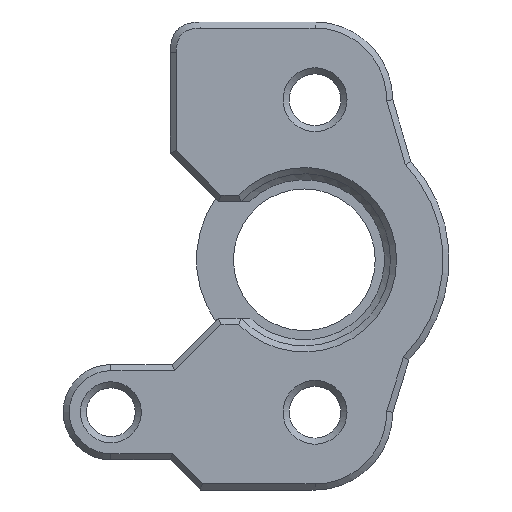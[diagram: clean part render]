
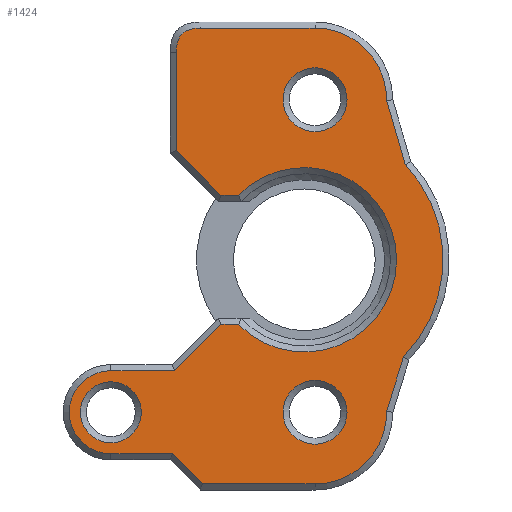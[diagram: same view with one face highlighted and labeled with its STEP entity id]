
A CAD part, left-side view. The second image highlights one B-rep face of the part: STEP entity #1424.
In plain terms, the highlighted planar face has unit normal (-1, 0, 0).
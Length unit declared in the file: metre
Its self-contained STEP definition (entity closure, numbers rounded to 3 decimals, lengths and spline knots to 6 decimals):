
#35=PLANE('',#1555);
#121=B_SPLINE_CURVE_WITH_KNOTS('',3,(#2424,#2425,#2426,#2427),
 .UNSPECIFIED.,.F.,.F.,(4,4),(0.,1.),.UNSPECIFIED.);
#190=CIRCLE('',#1556,0.0021);
#191=CIRCLE('',#1557,0.00605);
#192=CIRCLE('',#1558,0.002725);
#193=CIRCLE('',#1559,0.0047);
#194=CIRCLE('',#1560,0.0091);
#195=CIRCLE('',#1561,0.0047);
#196=CIRCLE('',#1562,0.002);
#197=CIRCLE('',#1563,0.0021);
#402=ORIENTED_EDGE('',*,*,#776,.T.);
#403=ORIENTED_EDGE('',*,*,#777,.T.);
#404=ORIENTED_EDGE('',*,*,#778,.T.);
#405=ORIENTED_EDGE('',*,*,#779,.T.);
#406=ORIENTED_EDGE('',*,*,#780,.T.);
#407=ORIENTED_EDGE('',*,*,#781,.T.);
#408=ORIENTED_EDGE('',*,*,#782,.T.);
#409=ORIENTED_EDGE('',*,*,#783,.T.);
#410=ORIENTED_EDGE('',*,*,#784,.T.);
#411=ORIENTED_EDGE('',*,*,#785,.T.);
#412=ORIENTED_EDGE('',*,*,#786,.T.);
#413=ORIENTED_EDGE('',*,*,#787,.T.);
#414=ORIENTED_EDGE('',*,*,#788,.T.);
#415=ORIENTED_EDGE('',*,*,#789,.T.);
#416=ORIENTED_EDGE('',*,*,#790,.T.);
#417=ORIENTED_EDGE('',*,*,#791,.T.);
#418=ORIENTED_EDGE('',*,*,#792,.T.);
#419=ORIENTED_EDGE('',*,*,#793,.T.);
#420=ORIENTED_EDGE('',*,*,#794,.T.);
#421=ORIENTED_EDGE('',*,*,#795,.T.);
#422=ORIENTED_EDGE('',*,*,#796,.T.);
#776=EDGE_CURVE('',#966,#966,#190,.T.);
#777=EDGE_CURVE('',#967,#968,#1061,.T.);
#778=EDGE_CURVE('',#968,#969,#1062,.T.);
#779=EDGE_CURVE('',#969,#970,#191,.T.);
#780=EDGE_CURVE('',#970,#971,#1063,.T.);
#781=EDGE_CURVE('',#971,#972,#1064,.T.);
#782=EDGE_CURVE('',#972,#973,#1065,.T.);
#783=EDGE_CURVE('',#973,#974,#192,.F.);
#784=EDGE_CURVE('',#974,#975,#1066,.T.);
#785=EDGE_CURVE('',#975,#976,#1067,.T.);
#786=EDGE_CURVE('',#976,#977,#1068,.T.);
#787=EDGE_CURVE('',#977,#978,#193,.F.);
#788=EDGE_CURVE('',#978,#979,#1069,.T.);
#789=EDGE_CURVE('',#979,#980,#194,.F.);
#790=EDGE_CURVE('',#980,#981,#1070,.T.);
#791=EDGE_CURVE('',#981,#982,#195,.F.);
#792=EDGE_CURVE('',#982,#983,#1071,.T.);
#793=EDGE_CURVE('',#983,#984,#121,.T.);
#794=EDGE_CURVE('',#984,#967,#1072,.T.);
#795=EDGE_CURVE('',#985,#985,#196,.T.);
#796=EDGE_CURVE('',#986,#986,#197,.T.);
#966=VERTEX_POINT('',#2390);
#967=VERTEX_POINT('',#2392);
#968=VERTEX_POINT('',#2393);
#969=VERTEX_POINT('',#2395);
#970=VERTEX_POINT('',#2397);
#971=VERTEX_POINT('',#2399);
#972=VERTEX_POINT('',#2401);
#973=VERTEX_POINT('',#2403);
#974=VERTEX_POINT('',#2405);
#975=VERTEX_POINT('',#2407);
#976=VERTEX_POINT('',#2409);
#977=VERTEX_POINT('',#2411);
#978=VERTEX_POINT('',#2413);
#979=VERTEX_POINT('',#2415);
#980=VERTEX_POINT('',#2417);
#981=VERTEX_POINT('',#2419);
#982=VERTEX_POINT('',#2421);
#983=VERTEX_POINT('',#2423);
#984=VERTEX_POINT('',#2428);
#985=VERTEX_POINT('',#2431);
#986=VERTEX_POINT('',#2433);
#1061=LINE('',#2391,#1153);
#1062=LINE('',#2394,#1154);
#1063=LINE('',#2398,#1155);
#1064=LINE('',#2400,#1156);
#1065=LINE('',#2402,#1157);
#1066=LINE('',#2406,#1158);
#1067=LINE('',#2408,#1159);
#1068=LINE('',#2410,#1160);
#1069=LINE('',#2414,#1161);
#1070=LINE('',#2418,#1162);
#1071=LINE('',#2422,#1163);
#1072=LINE('',#2429,#1164);
#1153=VECTOR('',#1816,1.);
#1154=VECTOR('',#1817,1.);
#1155=VECTOR('',#1820,1.);
#1156=VECTOR('',#1821,1.);
#1157=VECTOR('',#1822,1.);
#1158=VECTOR('',#1825,1.);
#1159=VECTOR('',#1826,1.);
#1160=VECTOR('',#1827,1.);
#1161=VECTOR('',#1830,1.);
#1162=VECTOR('',#1833,1.);
#1163=VECTOR('',#1836,1.);
#1164=VECTOR('',#1837,1.);
#1214=EDGE_LOOP('',(#402));
#1215=EDGE_LOOP('',(#403,#404,#405,#406,#407,#408,#409,#410,#411,#412,#413,
#414,#415,#416,#417,#418,#419,#420));
#1216=EDGE_LOOP('',(#421));
#1217=EDGE_LOOP('',(#422));
#1316=FACE_BOUND('',#1214,.T.);
#1317=FACE_BOUND('',#1215,.T.);
#1318=FACE_BOUND('',#1216,.T.);
#1319=FACE_BOUND('',#1217,.T.);
#1424=ADVANCED_FACE('',(#1316,#1317,#1318,#1319),#35,.F.);
#1555=AXIS2_PLACEMENT_3D('',#2388,#1812,#1813);
#1556=AXIS2_PLACEMENT_3D('',#2389,#1814,#1815);
#1557=AXIS2_PLACEMENT_3D('',#2396,#1818,#1819);
#1558=AXIS2_PLACEMENT_3D('',#2404,#1823,#1824);
#1559=AXIS2_PLACEMENT_3D('',#2412,#1828,#1829);
#1560=AXIS2_PLACEMENT_3D('',#2416,#1831,#1832);
#1561=AXIS2_PLACEMENT_3D('',#2420,#1834,#1835);
#1562=AXIS2_PLACEMENT_3D('',#2430,#1838,#1839);
#1563=AXIS2_PLACEMENT_3D('',#2432,#1840,#1841);
#1812=DIRECTION('',(1.,0.,0.));
#1813=DIRECTION('',(0.,0.,-1.));
#1814=DIRECTION('',(1.,0.,0.));
#1815=DIRECTION('',(0.,0.,-1.));
#1816=DIRECTION('',(0.,-0.707,-0.707));
#1817=DIRECTION('',(0.,-1.,0.));
#1818=DIRECTION('',(1.,0.,0.));
#1819=DIRECTION('',(0.,0.,-1.));
#1820=DIRECTION('',(0.,1.,0.));
#1821=DIRECTION('',(0.,0.707,-0.707));
#1822=DIRECTION('',(0.,1.,0.));
#1823=DIRECTION('',(1.,0.,0.));
#1824=DIRECTION('',(0.,0.,-1.));
#1825=DIRECTION('',(0.,-1.,0.));
#1826=DIRECTION('',(0.,-0.707,-0.707));
#1827=DIRECTION('',(0.,-1.,0.));
#1828=DIRECTION('',(1.,0.,0.));
#1829=DIRECTION('',(0.,0.,-1.));
#1830=DIRECTION('',(0.,-0.296,0.955));
#1831=DIRECTION('',(1.,0.,0.));
#1832=DIRECTION('',(0.,0.,-1.));
#1833=DIRECTION('',(0.,0.279,0.96));
#1834=DIRECTION('',(1.,0.,0.));
#1835=DIRECTION('',(0.,0.,-1.));
#1836=DIRECTION('',(0.,1.,0.));
#1837=DIRECTION('',(0.,0.,-1.));
#1838=DIRECTION('',(1.,0.,0.));
#1839=DIRECTION('',(0.,0.,-1.));
#1840=DIRECTION('',(1.,0.,0.));
#1841=DIRECTION('',(0.,0.,-1.));
#2388=CARTESIAN_POINT('',(0.02721,-0.09047,-0.010284));
#2389=CARTESIAN_POINT('',(0.02721,-0.08353,-0.048484));
#2390=CARTESIAN_POINT('',(0.02721,-0.08353,-0.050584));
#2391=CARTESIAN_POINT('',(0.02721,-0.077471,-0.03436));
#2392=CARTESIAN_POINT('',(0.02721,-0.07443,-0.031318));
#2393=CARTESIAN_POINT('',(0.02721,-0.077354,-0.034243));
#2394=CARTESIAN_POINT('',(0.02721,-0.078687,-0.034243));
#2395=CARTESIAN_POINT('',(0.02721,-0.078516,-0.034243));
#2396=CARTESIAN_POINT('',(0.02721,-0.08283,-0.038484));
#2397=CARTESIAN_POINT('',(0.02721,-0.078516,-0.042725));
#2398=CARTESIAN_POINT('',(0.02721,-0.09047,-0.042725));
#2399=CARTESIAN_POINT('',(0.02721,-0.077354,-0.042725));
#2400=CARTESIAN_POINT('',(0.02721,-0.100133,-0.019947));
#2401=CARTESIAN_POINT('',(0.02721,-0.07432,-0.045759));
#2402=CARTESIAN_POINT('',(0.02721,-0.070139,-0.045759));
#2403=CARTESIAN_POINT('',(0.02721,-0.070139,-0.045759));
#2404=CARTESIAN_POINT('',(0.02721,-0.070139,-0.048484));
#2405=CARTESIAN_POINT('',(0.02721,-0.070139,-0.051209));
#2406=CARTESIAN_POINT('',(0.02721,-0.09047,-0.051209));
#2407=CARTESIAN_POINT('',(0.02721,-0.074195,-0.051209));
#2408=CARTESIAN_POINT('',(0.02721,-0.06187,-0.038884));
#2409=CARTESIAN_POINT('',(0.02721,-0.07617,-0.053184));
#2410=CARTESIAN_POINT('',(0.02721,-0.09047,-0.053184));
#2411=CARTESIAN_POINT('',(0.02721,-0.08353,-0.053184));
#2412=CARTESIAN_POINT('',(0.02721,-0.08353,-0.048484));
#2413=CARTESIAN_POINT('',(0.02721,-0.08823,-0.048425));
#2414=CARTESIAN_POINT('',(0.02721,-0.099209,-0.012992));
#2415=CARTESIAN_POINT('',(0.02721,-0.08934,-0.044843));
#2416=CARTESIAN_POINT('',(0.02721,-0.08283,-0.038484));
#2417=CARTESIAN_POINT('',(0.02721,-0.089451,-0.032241));
#2418=CARTESIAN_POINT('',(0.02721,-0.088246,-0.028096));
#2419=CARTESIAN_POINT('',(0.02721,-0.08823,-0.02804));
#2420=CARTESIAN_POINT('',(0.02721,-0.08353,-0.027984));
#2421=CARTESIAN_POINT('',(0.02721,-0.08353,-0.023284));
#2422=CARTESIAN_POINT('',(0.02721,-0.09047,-0.023284));
#2423=CARTESIAN_POINT('',(0.02721,-0.07603,-0.023284));
#2424=CARTESIAN_POINT('',(0.02721,-0.07603,-0.023284));
#2425=CARTESIAN_POINT('',(0.02721,-0.074916,-0.023286));
#2426=CARTESIAN_POINT('',(0.02721,-0.074432,-0.023769));
#2427=CARTESIAN_POINT('',(0.02721,-0.07443,-0.024884));
#2428=CARTESIAN_POINT('',(0.02721,-0.07443,-0.024884));
#2429=CARTESIAN_POINT('',(0.02721,-0.07443,-0.031484));
#2430=CARTESIAN_POINT('',(0.02721,-0.070139,-0.048484));
#2431=CARTESIAN_POINT('',(0.02721,-0.070139,-0.050484));
#2432=CARTESIAN_POINT('',(0.02721,-0.08353,-0.027984));
#2433=CARTESIAN_POINT('',(0.02721,-0.08353,-0.030084));
